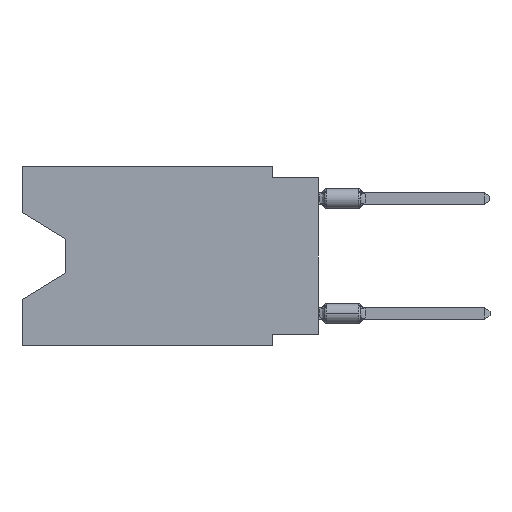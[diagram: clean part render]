
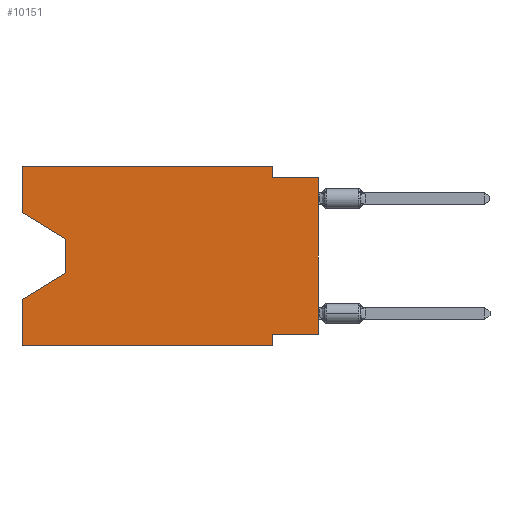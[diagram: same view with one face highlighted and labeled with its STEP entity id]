
A CAD part, left-side view. The second image highlights one B-rep face of the part: STEP entity #10151.
In plain terms, the highlighted planar face has unit normal (-1, 0, 0).
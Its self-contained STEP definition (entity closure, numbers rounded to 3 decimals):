
#301 = ORIENTED_EDGE ( 'NONE', *, *, #750, .F. ) ;
#475 = PLANE ( 'NONE',  #5758 ) ;
#562 = DIRECTION ( 'NONE',  ( 0., 0., -1. ) ) ;
#600 = CARTESIAN_POINT ( 'NONE',  ( 0., 0., 0. ) ) ;
#706 = EDGE_CURVE ( 'NONE', #16232, #7529, #7292, .T. ) ;
#750 = EDGE_CURVE ( 'NONE', #15993, #3473, #16419, .T. ) ;
#1126 = EDGE_CURVE ( 'NONE', #8658, #11466, #13816, .T. ) ;
#1383 = ORIENTED_EDGE ( 'NONE', *, *, #12387, .F. ) ;
#1724 = DIRECTION ( 'NONE',  ( 0., 0.855, -0.519 ) ) ;
#1966 = ORIENTED_EDGE ( 'NONE', *, *, #6967, .F. ) ;
#2090 = ORIENTED_EDGE ( 'NONE', *, *, #15351, .F. ) ;
#2132 = DIRECTION ( 'NONE',  ( 0., 0., 1. ) ) ;
#2370 = VECTOR ( 'NONE', #8430, 1000. ) ;
#2730 = ORIENTED_EDGE ( 'NONE', *, *, #706, .F. ) ;
#2821 = DIRECTION ( 'NONE',  ( 1., 0., 0. ) ) ;
#3349 = ORIENTED_EDGE ( 'NONE', *, *, #5359, .F. ) ;
#3473 = VERTEX_POINT ( 'NONE', #3668 ) ;
#3668 = CARTESIAN_POINT ( 'NONE',  ( 0., 16.383, 0. ) ) ;
#4035 = VECTOR ( 'NONE', #13740, 1000. ) ;
#4063 = CARTESIAN_POINT ( 'NONE',  ( 0., 2.54, -0.635 ) ) ;
#4162 = CARTESIAN_POINT ( 'NONE',  ( 0., 2.54, 0. ) ) ;
#4517 = VECTOR ( 'NONE', #11111, 1000. ) ;
#4848 = DIRECTION ( 'NONE',  ( 0., -1., 0. ) ) ;
#5175 = ORIENTED_EDGE ( 'NONE', *, *, #7090, .T. ) ;
#5321 = EDGE_CURVE ( 'NONE', #14834, #7529, #9717, .T. ) ;
#5359 = EDGE_CURVE ( 'NONE', #3473, #6627, #9895, .T. ) ;
#5369 = VERTEX_POINT ( 'NONE', #5890 ) ;
#5758 = AXIS2_PLACEMENT_3D ( 'NONE', #8050, #2821, #14900 ) ;
#5890 = CARTESIAN_POINT ( 'NONE',  ( 0., 2.54, -9.906 ) ) ;
#6377 = LINE ( 'NONE', #12640, #6486 ) ;
#6486 = VECTOR ( 'NONE', #2132, 1000. ) ;
#6627 = VERTEX_POINT ( 'NONE', #12686 ) ;
#6746 = VECTOR ( 'NONE', #7291, 1000. ) ;
#6828 = FACE_OUTER_BOUND ( 'NONE', #8424, .T. ) ;
#6967 = EDGE_CURVE ( 'NONE', #14834, #13188, #14606, .T. ) ;
#7045 = CARTESIAN_POINT ( 'NONE',  ( 0., 16.383, 0. ) ) ;
#7090 = EDGE_CURVE ( 'NONE', #7789, #5369, #16758, .T. ) ;
#7134 = CARTESIAN_POINT ( 'NONE',  ( 0., 16.383, 0. ) ) ;
#7291 = DIRECTION ( 'NONE',  ( 0., -1., 0. ) ) ;
#7292 = LINE ( 'NONE', #8600, #2370 ) ;
#7460 = ORIENTED_EDGE ( 'NONE', *, *, #10342, .T. ) ;
#7529 = VERTEX_POINT ( 'NONE', #14470 ) ;
#7789 = VERTEX_POINT ( 'NONE', #9670 ) ;
#7955 = CARTESIAN_POINT ( 'NONE',  ( 0., 2.54, -9.271 ) ) ;
#8001 = DIRECTION ( 'NONE',  ( 0., 1., 0. ) ) ;
#8050 = CARTESIAN_POINT ( 'NONE',  ( 0., 16.383, 0. ) ) ;
#8079 = DIRECTION ( 'NONE',  ( 0., 0., -1. ) ) ;
#8329 = CARTESIAN_POINT ( 'NONE',  ( 0., 13.97, -4.013 ) ) ;
#8407 = CARTESIAN_POINT ( 'NONE',  ( 0., 0., -9.271 ) ) ;
#8424 = EDGE_LOOP ( 'NONE', ( #7460, #11877, #9916, #2090, #5175, #12030, #1966, #10753, #2730, #1383, #3349, #301 ) ) ;
#8430 = DIRECTION ( 'NONE',  ( 0., -1., 0. ) ) ;
#8547 = CARTESIAN_POINT ( 'NONE',  ( 0., 16.383, -2.546 ) ) ;
#8562 = CARTESIAN_POINT ( 'NONE',  ( 0., 2.54, -9.906 ) ) ;
#8600 = CARTESIAN_POINT ( 'NONE',  ( 0., 0., -0.635 ) ) ;
#8635 = LINE ( 'NONE', #8562, #10645 ) ;
#8658 = VERTEX_POINT ( 'NONE', #11422 ) ;
#9670 = CARTESIAN_POINT ( 'NONE',  ( 0., 16.383, -9.906 ) ) ;
#9717 = LINE ( 'NONE', #600, #4517 ) ;
#9886 = CARTESIAN_POINT ( 'NONE',  ( 0., 16.383, -9.906 ) ) ;
#9895 = LINE ( 'NONE', #7134, #6746 ) ;
#9916 = ORIENTED_EDGE ( 'NONE', *, *, #1126, .T. ) ;
#10001 = LINE ( 'NONE', #8547, #16326 ) ;
#10151 = ADVANCED_FACE ( 'NONE', ( #6828 ), #475, .F. ) ;
#10262 = EDGE_CURVE ( 'NONE', #15788, #8658, #14028, .T. ) ;
#10342 = EDGE_CURVE ( 'NONE', #15993, #15788, #10001, .T. ) ;
#10645 = VECTOR ( 'NONE', #562, 1000. ) ;
#10682 = VECTOR ( 'NONE', #4848, 1000. ) ;
#10740 = CARTESIAN_POINT ( 'NONE',  ( 0., 16.383, -7.36 ) ) ;
#10753 = ORIENTED_EDGE ( 'NONE', *, *, #5321, .T. ) ;
#10759 = VECTOR ( 'NONE', #11400, 1000. ) ;
#10767 = CARTESIAN_POINT ( 'NONE',  ( 0., 0., -9.271 ) ) ;
#10955 = VECTOR ( 'NONE', #8001, 1000. ) ;
#11111 = DIRECTION ( 'NONE',  ( 0., 0., 1. ) ) ;
#11326 = DIRECTION ( 'NONE',  ( 0., -0.855, -0.519 ) ) ;
#11400 = DIRECTION ( 'NONE',  ( 0., 0., -1. ) ) ;
#11422 = CARTESIAN_POINT ( 'NONE',  ( 0., 13.97, -5.893 ) ) ;
#11466 = VERTEX_POINT ( 'NONE', #10740 ) ;
#11877 = ORIENTED_EDGE ( 'NONE', *, *, #10262, .T. ) ;
#12030 = ORIENTED_EDGE ( 'NONE', *, *, #14107, .F. ) ;
#12387 = EDGE_CURVE ( 'NONE', #6627, #16232, #14931, .T. ) ;
#12533 = CARTESIAN_POINT ( 'NONE',  ( 0., 13.97, -4.013 ) ) ;
#12630 = VECTOR ( 'NONE', #8079, 1000. ) ;
#12640 = CARTESIAN_POINT ( 'NONE',  ( 0., 16.383, 0. ) ) ;
#12686 = CARTESIAN_POINT ( 'NONE',  ( 0., 2.54, 0. ) ) ;
#13188 = VERTEX_POINT ( 'NONE', #7955 ) ;
#13740 = DIRECTION ( 'NONE',  ( 0., 0., 1. ) ) ;
#13816 = LINE ( 'NONE', #13890, #14866 ) ;
#13890 = CARTESIAN_POINT ( 'NONE',  ( 0., 13.97, -5.893 ) ) ;
#14028 = LINE ( 'NONE', #12533, #10759 ) ;
#14065 = CARTESIAN_POINT ( 'NONE',  ( 0., 16.383, -2.546 ) ) ;
#14107 = EDGE_CURVE ( 'NONE', #13188, #5369, #8635, .T. ) ;
#14470 = CARTESIAN_POINT ( 'NONE',  ( 0., 0., -0.635 ) ) ;
#14606 = LINE ( 'NONE', #10767, #10955 ) ;
#14834 = VERTEX_POINT ( 'NONE', #8407 ) ;
#14866 = VECTOR ( 'NONE', #1724, 1000. ) ;
#14900 = DIRECTION ( 'NONE',  ( 0., 0., -1. ) ) ;
#14931 = LINE ( 'NONE', #4162, #12630 ) ;
#15351 = EDGE_CURVE ( 'NONE', #7789, #11466, #6377, .T. ) ;
#15788 = VERTEX_POINT ( 'NONE', #8329 ) ;
#15993 = VERTEX_POINT ( 'NONE', #14065 ) ;
#16232 = VERTEX_POINT ( 'NONE', #4063 ) ;
#16326 = VECTOR ( 'NONE', #11326, 1000. ) ;
#16419 = LINE ( 'NONE', #7045, #4035 ) ;
#16758 = LINE ( 'NONE', #9886, #10682 ) ;
